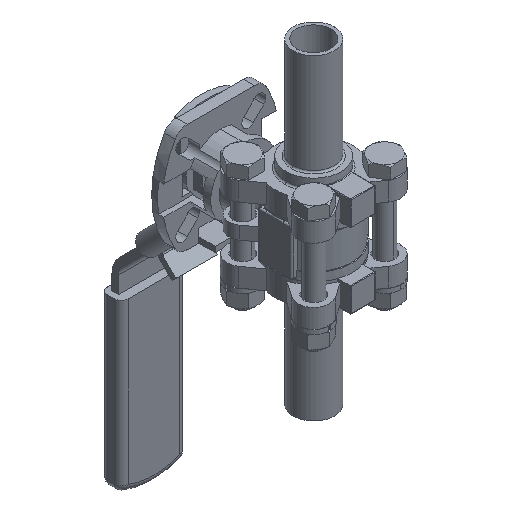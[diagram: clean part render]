
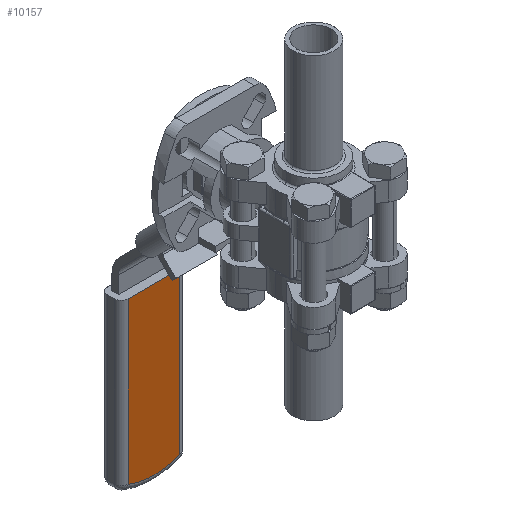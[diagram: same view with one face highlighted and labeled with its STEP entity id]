
A CAD part, isometric view. The second image highlights one B-rep face of the part: STEP entity #10157.
In plain terms, the highlighted planar face has unit normal (0, -1, 0).
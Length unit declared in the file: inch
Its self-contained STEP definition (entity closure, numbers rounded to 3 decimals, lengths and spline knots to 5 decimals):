
#156 = EDGE_CURVE ( 'NONE', #12165, #2350, #3488, .T. ) ;
#162 = CARTESIAN_POINT ( 'NONE',  ( 3.24507, 0.02574, 0.4685 ) ) ;
#269 = DIRECTION ( 'NONE',  ( 0., 0., 1. ) ) ;
#1302 = CIRCLE ( 'NONE', #10447, 1.2275 ) ;
#1625 = CARTESIAN_POINT ( 'NONE',  ( 3.24507, 0.02574, -0.4685 ) ) ;
#1691 = LINE ( 'NONE', #10607, #8940 ) ;
#2011 = ORIENTED_EDGE ( 'NONE', *, *, #4641, .T. ) ;
#2350 = VERTEX_POINT ( 'NONE', #8449 ) ;
#2551 = CARTESIAN_POINT ( 'NONE',  ( 0.32582, 0.02574, 0.5935 ) ) ;
#2613 = VERTEX_POINT ( 'NONE', #3147 ) ;
#3125 = ORIENTED_EDGE ( 'NONE', *, *, #7367, .T. ) ;
#3147 = CARTESIAN_POINT ( 'NONE',  ( 0.32582, 0.02574, -0.4685 ) ) ;
#3157 = EDGE_CURVE ( 'NONE', #2613, #2350, #7406, .T. ) ;
#3488 = LINE ( 'NONE', #6759, #3831 ) ;
#3734 = DIRECTION ( 'NONE',  ( 1., 0., 0. ) ) ;
#3831 = VECTOR ( 'NONE', #5690, 39.37008 ) ;
#4108 = PLANE ( 'NONE',  #7859 ) ;
#4118 = ORIENTED_EDGE ( 'NONE', *, *, #3157, .F. ) ;
#4641 = EDGE_CURVE ( 'NONE', #8663, #12165, #1302, .T. ) ;
#5690 = DIRECTION ( 'NONE',  ( -1., 0., 0. ) ) ;
#6063 = FACE_OUTER_BOUND ( 'NONE', #12408, .T. ) ;
#6759 = CARTESIAN_POINT ( 'NONE',  ( 0.32582, 0.02574, 0.4685 ) ) ;
#6902 = ORIENTED_EDGE ( 'NONE', *, *, #156, .T. ) ;
#7367 = EDGE_CURVE ( 'NONE', #2613, #8663, #1691, .T. ) ;
#7406 = LINE ( 'NONE', #2551, #9399 ) ;
#7859 = AXIS2_PLACEMENT_3D ( 'NONE', #8596, #9384, #269 ) ;
#8449 = CARTESIAN_POINT ( 'NONE',  ( 0.32582, 0.02574, 0.4685 ) ) ;
#8596 = CARTESIAN_POINT ( 'NONE',  ( 2.1105, 0.02574, 0. ) ) ;
#8644 = DIRECTION ( 'NONE',  ( 0., 0., 1. ) ) ;
#8663 = VERTEX_POINT ( 'NONE', #1625 ) ;
#8940 = VECTOR ( 'NONE', #3734, 39.37008 ) ;
#9384 = DIRECTION ( 'NONE',  ( 0., 1., 0. ) ) ;
#9399 = VECTOR ( 'NONE', #11552, 39.37008 ) ;
#10157 = ADVANCED_FACE ( 'NONE', ( #6063 ), #4108, .F. ) ;
#10430 = CARTESIAN_POINT ( 'NONE',  ( 2.1105, 0.02574, 0. ) ) ;
#10447 = AXIS2_PLACEMENT_3D ( 'NONE', #10430, #11511, #8644 ) ;
#10607 = CARTESIAN_POINT ( 'NONE',  ( 3.32582, 0.02574, -0.4685 ) ) ;
#11511 = DIRECTION ( 'NONE',  ( 0., -1., 0. ) ) ;
#11552 = DIRECTION ( 'NONE',  ( 0., 0., 1. ) ) ;
#12165 = VERTEX_POINT ( 'NONE', #162 ) ;
#12408 = EDGE_LOOP ( 'NONE', ( #4118, #3125, #2011, #6902 ) ) ;
